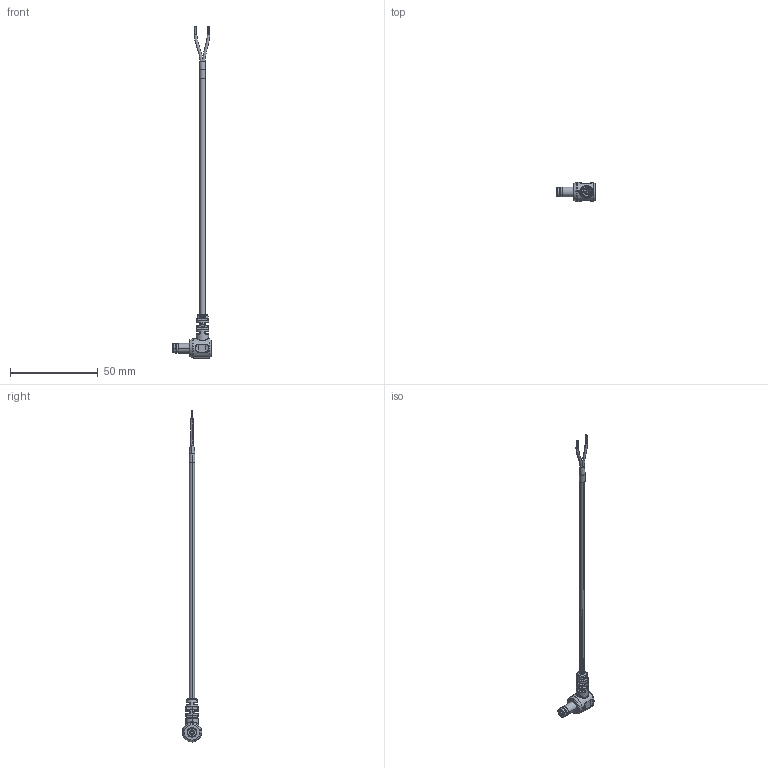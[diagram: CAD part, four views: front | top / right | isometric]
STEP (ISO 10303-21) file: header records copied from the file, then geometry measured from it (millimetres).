
FILE_DESCRIPTION (( 'STEP AP203' ), '1' );
FILE_NAME ('10-03917.STEP', '2021-04-19T22:55:26', ( '' ), ( '' ), 'SwSTEP 2.0', 'SolidWorks 2021', '' );
FILE_SCHEMA (( 'CONFIG_CONTROL_DESIGN' ));
Length unit declared in the file: millimetre
Products named in the file (7): 24-00358; 10-03917; 30-00338_stripped and tinned; 50-00133 insulator; 50-00133_9.5 mm barrel length; 50-00133 contact; 50-00133 shell
Assembly tree (6 placements, depth 3):
  10-03917
    30-00338_stripped and tinned
    24-00358
    50-00133_9.5 mm barrel length
      50-00133 contact
      50-00133 insulator
      50-00133 shell
Bounding box: 22 x 11 x 188.75 mm (x, y, z)
Volume: 2957.3 mm3; surface area: 11029.1 mm2
Topology: 145 solids, 145 shells, 852 faces, 1560 edges, 1010 vertices
Faces by surface type: plane 367, cylinder 348, bspline 77, torus 45, cone 15
Entity records: 25788 total; most frequent: CARTESIAN_POINT 8186, DIRECTION 3790, ORIENTED_EDGE 3120, AXIS2_PLACEMENT_3D 1645, EDGE_CURVE 1560, VERTEX_POINT 1010, EDGE_LOOP 874, CIRCLE 860
